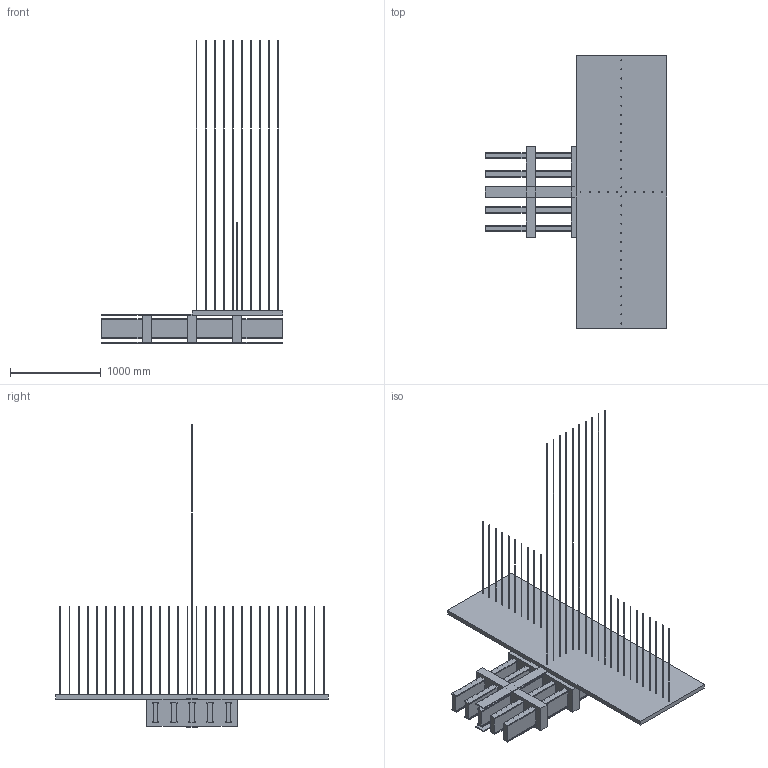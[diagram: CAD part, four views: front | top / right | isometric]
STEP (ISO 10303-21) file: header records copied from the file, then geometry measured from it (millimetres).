
FILE_DESCRIPTION(('Open CASCADE Model'),'2;1');
FILE_NAME('Open CASCADE Shape Model','2024-05-26T01:57:56',('Author'),( 'Open CASCADE'),'Open CASCADE STEP processor 7.7','Open CASCADE 7.7' ,'Unknown');
FILE_SCHEMA(('AUTOMOTIVE_DESIGN { 1 0 10303 214 1 1 1 1 }'));
Length unit declared in the file: millimetre
Products named in the file (1): Open CASCADE STEP translator 7.7 150
Bounding box: 2000 x 3000 x 3335 mm (x, y, z)
Volume: 345133849.2 mm3; surface area: 16249939.7 mm2
Topology: 1 solids, 1 shells, 373 faces, 952 edges, 628 vertices
Faces by surface type: plane 333, cylinder 40
Full cylindrical faces by diameter (mm): 10 x40
Entity records: 23034 total; most frequent: CARTESIAN_POINT 4704, DIRECTION 3038, LINE 2090, VECTOR 2090, ORIENTED_EDGE 1904, PCURVE 1904, DEFINITIONAL_REPRESENTATION 1904, EDGE_CURVE 952
